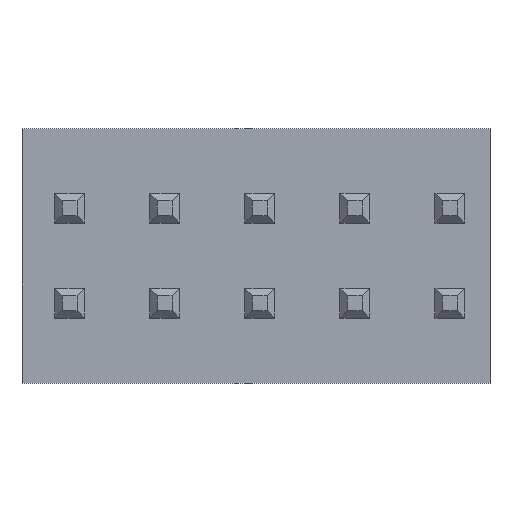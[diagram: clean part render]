
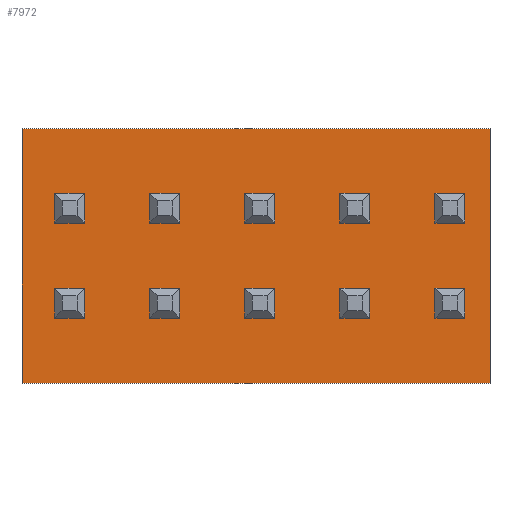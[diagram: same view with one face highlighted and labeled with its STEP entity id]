
A CAD part, top view. The second image highlights one B-rep face of the part: STEP entity #7972.
In plain terms, the highlighted planar face has unit normal (0, 0, 1).
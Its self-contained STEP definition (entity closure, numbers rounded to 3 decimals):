
#7658 = VERTEX_POINT('',#7659);
#7659 = CARTESIAN_POINT('',(-3.175,-1.7,-1.6));
#7666 = PLANE('',#7667);
#7667 = AXIS2_PLACEMENT_3D('',#7668,#7669,#7670);
#7668 = CARTESIAN_POINT('',(-3.175,-1.7,-2.6));
#7669 = DIRECTION('',(1.,0.,0.));
#7670 = DIRECTION('',(0.,0.,1.));
#7678 = PLANE('',#7679);
#7679 = AXIS2_PLACEMENT_3D('',#7680,#7681,#7682);
#7680 = CARTESIAN_POINT('',(-3.175,-1.7,-2.6));
#7681 = DIRECTION('',(0.,1.,0.));
#7682 = DIRECTION('',(0.,0.,1.));
#7719 = VERTEX_POINT('',#7720);
#7720 = CARTESIAN_POINT('',(-3.175,1.7,-1.6));
#7734 = PLANE('',#7735);
#7735 = AXIS2_PLACEMENT_3D('',#7736,#7737,#7738);
#7736 = CARTESIAN_POINT('',(-3.175,1.7,-2.6));
#7737 = DIRECTION('',(0.,1.,0.));
#7738 = DIRECTION('',(0.,0.,1.));
#7746 = EDGE_CURVE('',#7658,#7719,#7747,.T.);
#7747 = SURFACE_CURVE('',#7748,(#7752,#7759),.PCURVE_S1.);
#7748 = LINE('',#7749,#7750);
#7749 = CARTESIAN_POINT('',(-3.175,-1.7,-1.6));
#7750 = VECTOR('',#7751,1.);
#7751 = DIRECTION('',(0.,1.,0.));
#7752 = PCURVE('',#7666,#7753);
#7753 = DEFINITIONAL_REPRESENTATION('',(#7754),#7758);
#7754 = LINE('',#7755,#7756);
#7755 = CARTESIAN_POINT('',(1.,0.));
#7756 = VECTOR('',#7757,1.);
#7757 = DIRECTION('',(0.,-1.));
#7758 = ( GEOMETRIC_REPRESENTATION_CONTEXT(2) 
PARAMETRIC_REPRESENTATION_CONTEXT() REPRESENTATION_CONTEXT('2D SPACE',''
  ) );
#7759 = PCURVE('',#7760,#7765);
#7760 = PLANE('',#7761);
#7761 = AXIS2_PLACEMENT_3D('',#7762,#7763,#7764);
#7762 = CARTESIAN_POINT('',(-3.175,-1.7,-1.6));
#7763 = DIRECTION('',(0.,0.,1.));
#7764 = DIRECTION('',(1.,0.,0.));
#7765 = DEFINITIONAL_REPRESENTATION('',(#7766),#7770);
#7766 = LINE('',#7767,#7768);
#7767 = CARTESIAN_POINT('',(0.,0.));
#7768 = VECTOR('',#7769,1.);
#7769 = DIRECTION('',(0.,1.));
#7770 = ( GEOMETRIC_REPRESENTATION_CONTEXT(2) 
PARAMETRIC_REPRESENTATION_CONTEXT() REPRESENTATION_CONTEXT('2D SPACE',''
  ) );
#7778 = VERTEX_POINT('',#7779);
#7779 = CARTESIAN_POINT('',(3.075,-1.7,-1.6));
#7786 = PLANE('',#7787);
#7787 = AXIS2_PLACEMENT_3D('',#7788,#7789,#7790);
#7788 = CARTESIAN_POINT('',(3.075,-1.7,-2.6));
#7789 = DIRECTION('',(1.,0.,0.));
#7790 = DIRECTION('',(0.,0.,1.));
#7829 = VERTEX_POINT('',#7830);
#7830 = CARTESIAN_POINT('',(3.075,1.7,-1.6));
#7851 = EDGE_CURVE('',#7778,#7829,#7852,.T.);
#7852 = SURFACE_CURVE('',#7853,(#7857,#7864),.PCURVE_S1.);
#7853 = LINE('',#7854,#7855);
#7854 = CARTESIAN_POINT('',(3.075,-1.7,-1.6));
#7855 = VECTOR('',#7856,1.);
#7856 = DIRECTION('',(0.,1.,0.));
#7857 = PCURVE('',#7786,#7858);
#7858 = DEFINITIONAL_REPRESENTATION('',(#7859),#7863);
#7859 = LINE('',#7860,#7861);
#7860 = CARTESIAN_POINT('',(1.,0.));
#7861 = VECTOR('',#7862,1.);
#7862 = DIRECTION('',(0.,-1.));
#7863 = ( GEOMETRIC_REPRESENTATION_CONTEXT(2) 
PARAMETRIC_REPRESENTATION_CONTEXT() REPRESENTATION_CONTEXT('2D SPACE',''
  ) );
#7864 = PCURVE('',#7760,#7865);
#7865 = DEFINITIONAL_REPRESENTATION('',(#7866),#7870);
#7866 = LINE('',#7867,#7868);
#7867 = CARTESIAN_POINT('',(6.25,0.));
#7868 = VECTOR('',#7869,1.);
#7869 = DIRECTION('',(0.,1.));
#7870 = ( GEOMETRIC_REPRESENTATION_CONTEXT(2) 
PARAMETRIC_REPRESENTATION_CONTEXT() REPRESENTATION_CONTEXT('2D SPACE',''
  ) );
#7897 = EDGE_CURVE('',#7658,#7778,#7898,.T.);
#7898 = SURFACE_CURVE('',#7899,(#7903,#7910),.PCURVE_S1.);
#7899 = LINE('',#7900,#7901);
#7900 = CARTESIAN_POINT('',(-3.175,-1.7,-1.6));
#7901 = VECTOR('',#7902,1.);
#7902 = DIRECTION('',(1.,0.,0.));
#7903 = PCURVE('',#7678,#7904);
#7904 = DEFINITIONAL_REPRESENTATION('',(#7905),#7909);
#7905 = LINE('',#7906,#7907);
#7906 = CARTESIAN_POINT('',(1.,0.));
#7907 = VECTOR('',#7908,1.);
#7908 = DIRECTION('',(0.,1.));
#7909 = ( GEOMETRIC_REPRESENTATION_CONTEXT(2) 
PARAMETRIC_REPRESENTATION_CONTEXT() REPRESENTATION_CONTEXT('2D SPACE',''
  ) );
#7910 = PCURVE('',#7760,#7911);
#7911 = DEFINITIONAL_REPRESENTATION('',(#7912),#7916);
#7912 = LINE('',#7913,#7914);
#7913 = CARTESIAN_POINT('',(0.,0.));
#7914 = VECTOR('',#7915,1.);
#7915 = DIRECTION('',(1.,0.));
#7916 = ( GEOMETRIC_REPRESENTATION_CONTEXT(2) 
PARAMETRIC_REPRESENTATION_CONTEXT() REPRESENTATION_CONTEXT('2D SPACE',''
  ) );
#7944 = EDGE_CURVE('',#7719,#7829,#7945,.T.);
#7945 = SURFACE_CURVE('',#7946,(#7950,#7957),.PCURVE_S1.);
#7946 = LINE('',#7947,#7948);
#7947 = CARTESIAN_POINT('',(-3.175,1.7,-1.6));
#7948 = VECTOR('',#7949,1.);
#7949 = DIRECTION('',(1.,0.,0.));
#7950 = PCURVE('',#7734,#7951);
#7951 = DEFINITIONAL_REPRESENTATION('',(#7952),#7956);
#7952 = LINE('',#7953,#7954);
#7953 = CARTESIAN_POINT('',(1.,0.));
#7954 = VECTOR('',#7955,1.);
#7955 = DIRECTION('',(0.,1.));
#7956 = ( GEOMETRIC_REPRESENTATION_CONTEXT(2) 
PARAMETRIC_REPRESENTATION_CONTEXT() REPRESENTATION_CONTEXT('2D SPACE',''
  ) );
#7957 = PCURVE('',#7760,#7958);
#7958 = DEFINITIONAL_REPRESENTATION('',(#7959),#7963);
#7959 = LINE('',#7960,#7961);
#7960 = CARTESIAN_POINT('',(0.,3.4));
#7961 = VECTOR('',#7962,1.);
#7962 = DIRECTION('',(1.,0.));
#7963 = ( GEOMETRIC_REPRESENTATION_CONTEXT(2) 
PARAMETRIC_REPRESENTATION_CONTEXT() REPRESENTATION_CONTEXT('2D SPACE',''
  ) );
#7972 = ADVANCED_FACE('',(#7973),#7760,.T.);
#7973 = FACE_BOUND('',#7974,.T.);
#7974 = EDGE_LOOP('',(#7975,#7976,#7977,#7978));
#7975 = ORIENTED_EDGE('',*,*,#7746,.F.);
#7976 = ORIENTED_EDGE('',*,*,#7897,.T.);
#7977 = ORIENTED_EDGE('',*,*,#7851,.T.);
#7978 = ORIENTED_EDGE('',*,*,#7944,.F.);
